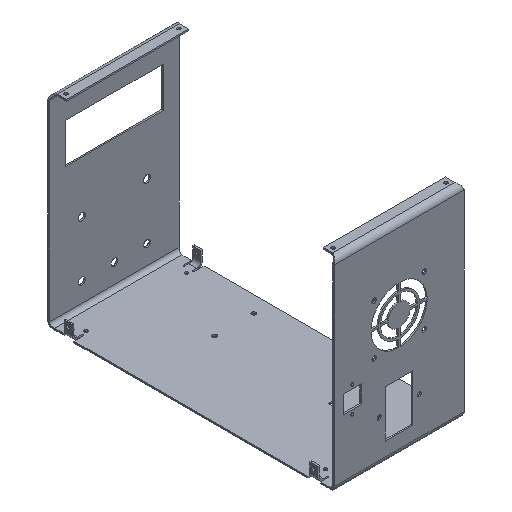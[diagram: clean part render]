
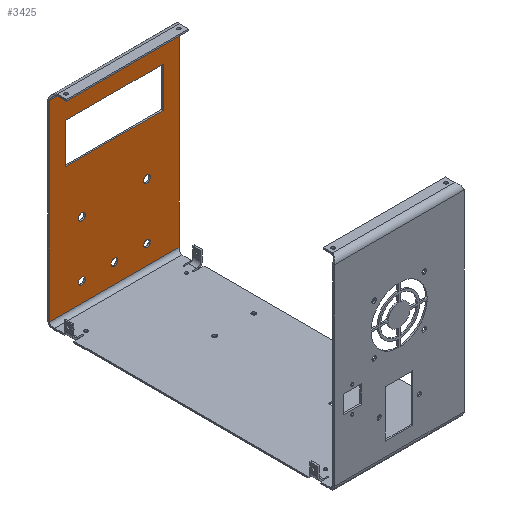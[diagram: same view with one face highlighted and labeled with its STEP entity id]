
A CAD part, isometric view. The second image highlights one B-rep face of the part: STEP entity #3425.
In plain terms, the highlighted planar face has unit normal (0, -1, 0).
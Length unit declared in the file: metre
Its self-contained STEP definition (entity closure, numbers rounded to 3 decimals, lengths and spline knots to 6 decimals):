
#118=CIRCLE('',#3691,0.0034);
#120=CIRCLE('',#3696,0.0034);
#122=CIRCLE('',#3700,0.0034);
#124=CIRCLE('',#3704,0.0034);
#126=CIRCLE('',#3708,0.0034);
#128=CIRCLE('',#3711,0.0034);
#129=CIRCLE('',#3713,0.00355);
#131=CIRCLE('',#3716,0.00355);
#833=ORIENTED_EDGE('',*,*,#1510,.F.);
#834=ORIENTED_EDGE('',*,*,#1512,.F.);
#835=ORIENTED_EDGE('',*,*,#1504,.F.);
#836=ORIENTED_EDGE('',*,*,#1507,.F.);
#837=ORIENTED_EDGE('',*,*,#1500,.F.);
#838=ORIENTED_EDGE('',*,*,#1514,.F.);
#839=ORIENTED_EDGE('',*,*,#1494,.F.);
#840=ORIENTED_EDGE('',*,*,#1497,.F.);
#841=ORIENTED_EDGE('',*,*,#1490,.F.);
#842=ORIENTED_EDGE('',*,*,#1516,.F.);
#843=ORIENTED_EDGE('',*,*,#1484,.F.);
#844=ORIENTED_EDGE('',*,*,#1487,.F.);
#845=ORIENTED_EDGE('',*,*,#1517,.F.);
#846=ORIENTED_EDGE('',*,*,#1519,.T.);
#847=ORIENTED_EDGE('',*,*,#1480,.F.);
#848=ORIENTED_EDGE('',*,*,#1522,.T.);
#849=ORIENTED_EDGE('',*,*,#1474,.T.);
#850=ORIENTED_EDGE('',*,*,#1477,.F.);
#851=ORIENTED_EDGE('',*,*,#1470,.F.);
#852=ORIENTED_EDGE('',*,*,#1523,.F.);
#853=ORIENTED_EDGE('',*,*,#1524,.F.);
#854=ORIENTED_EDGE('',*,*,#1525,.F.);
#855=ORIENTED_EDGE('',*,*,#1466,.T.);
#856=ORIENTED_EDGE('',*,*,#1526,.T.);
#857=ORIENTED_EDGE('',*,*,#1527,.T.);
#858=ORIENTED_EDGE('',*,*,#1528,.T.);
#1466=EDGE_CURVE('',#1857,#1859,#2175,.T.);
#1470=EDGE_CURVE('',#1863,#1861,#2179,.T.);
#1474=EDGE_CURVE('',#1865,#1867,#2183,.T.);
#1477=EDGE_CURVE('',#1869,#1867,#2186,.T.);
#1480=EDGE_CURVE('',#1871,#1869,#2189,.T.);
#1484=EDGE_CURVE('',#1875,#1873,#2193,.T.);
#1487=EDGE_CURVE('',#1877,#1875,#118,.T.);
#1490=EDGE_CURVE('',#1879,#1877,#2197,.T.);
#1494=EDGE_CURVE('',#1883,#1881,#2201,.T.);
#1497=EDGE_CURVE('',#1885,#1883,#120,.T.);
#1500=EDGE_CURVE('',#1887,#1885,#2205,.T.);
#1504=EDGE_CURVE('',#1891,#1889,#122,.T.);
#1507=EDGE_CURVE('',#1893,#1891,#2210,.T.);
#1510=EDGE_CURVE('',#1895,#1893,#124,.T.);
#1512=EDGE_CURVE('',#1889,#1895,#2213,.T.);
#1514=EDGE_CURVE('',#1881,#1887,#126,.T.);
#1516=EDGE_CURVE('',#1873,#1879,#128,.T.);
#1517=EDGE_CURVE('',#1896,#1896,#129,.T.);
#1519=EDGE_CURVE('',#1898,#1898,#131,.F.);
#1522=EDGE_CURVE('',#1871,#1865,#2215,.T.);
#1523=EDGE_CURVE('',#1900,#1863,#2216,.F.);
#1524=EDGE_CURVE('',#1901,#1900,#2217,.F.);
#1525=EDGE_CURVE('',#1857,#1901,#2218,.F.);
#1526=EDGE_CURVE('',#1859,#1902,#2219,.T.);
#1527=EDGE_CURVE('',#1902,#1903,#2220,.T.);
#1528=EDGE_CURVE('',#1903,#1861,#2221,.T.);
#1857=VERTEX_POINT('',#5332);
#1859=VERTEX_POINT('',#5336);
#1861=VERTEX_POINT('',#5341);
#1863=VERTEX_POINT('',#5345);
#1865=VERTEX_POINT('',#5350);
#1867=VERTEX_POINT('',#5354);
#1869=VERTEX_POINT('',#5360);
#1871=VERTEX_POINT('',#5366);
#1873=VERTEX_POINT('',#5371);
#1875=VERTEX_POINT('',#5375);
#1877=VERTEX_POINT('',#5381);
#1879=VERTEX_POINT('',#5387);
#1881=VERTEX_POINT('',#5392);
#1883=VERTEX_POINT('',#5396);
#1885=VERTEX_POINT('',#5402);
#1887=VERTEX_POINT('',#5408);
#1889=VERTEX_POINT('',#5413);
#1891=VERTEX_POINT('',#5417);
#1893=VERTEX_POINT('',#5423);
#1895=VERTEX_POINT('',#5429);
#1896=VERTEX_POINT('',#5442);
#1898=VERTEX_POINT('',#5447);
#1900=VERTEX_POINT('',#5455);
#1901=VERTEX_POINT('',#5457);
#1902=VERTEX_POINT('',#5460);
#1903=VERTEX_POINT('',#5462);
#2175=LINE('',#5337,#2501);
#2179=LINE('',#5346,#2505);
#2183=LINE('',#5355,#2509);
#2186=LINE('',#5361,#2512);
#2189=LINE('',#5367,#2515);
#2193=LINE('',#5376,#2519);
#2197=LINE('',#5388,#2523);
#2201=LINE('',#5397,#2527);
#2205=LINE('',#5409,#2531);
#2210=LINE('',#5424,#2536);
#2213=LINE('',#5433,#2539);
#2215=LINE('',#5452,#2541);
#2216=LINE('',#5454,#2542);
#2217=LINE('',#5456,#2543);
#2218=LINE('',#5458,#2544);
#2219=LINE('',#5459,#2545);
#2220=LINE('',#5461,#2546);
#2221=LINE('',#5463,#2547);
#2501=VECTOR('',#4367,1.);
#2505=VECTOR('',#4373,1.);
#2509=VECTOR('',#4379,1.);
#2512=VECTOR('',#4384,1.);
#2515=VECTOR('',#4389,1.);
#2519=VECTOR('',#4395,1.);
#2523=VECTOR('',#4407,1.);
#2527=VECTOR('',#4413,1.);
#2531=VECTOR('',#4425,1.);
#2536=VECTOR('',#4438,1.);
#2539=VECTOR('',#4449,1.);
#2541=VECTOR('',#4477,1.);
#2542=VECTOR('',#4480,1.);
#2543=VECTOR('',#4481,1.);
#2544=VECTOR('',#4482,1.);
#2545=VECTOR('',#4483,1.);
#2546=VECTOR('',#4484,1.);
#2547=VECTOR('',#4485,1.);
#2808=EDGE_LOOP('',(#833,#834,#835,#836));
#2809=EDGE_LOOP('',(#837,#838,#839,#840));
#2810=EDGE_LOOP('',(#841,#842,#843,#844));
#2811=EDGE_LOOP('',(#845));
#2812=EDGE_LOOP('',(#846));
#2813=EDGE_LOOP('',(#847,#848,#849,#850));
#2814=EDGE_LOOP('',(#851,#852,#853,#854,#855,#856,#857,#858));
#3099=FACE_BOUND('',#2808,.T.);
#3100=FACE_BOUND('',#2809,.T.);
#3101=FACE_BOUND('',#2810,.T.);
#3102=FACE_BOUND('',#2811,.T.);
#3103=FACE_BOUND('',#2812,.T.);
#3104=FACE_BOUND('',#2813,.T.);
#3105=FACE_BOUND('',#2814,.T.);
#3272=PLANE('',#3719);
#3425=ADVANCED_FACE('',(#3099,#3100,#3101,#3102,#3103,#3104,#3105),#3272,
 .T.);
#3691=AXIS2_PLACEMENT_3D('',#5382,#4401,#4402);
#3696=AXIS2_PLACEMENT_3D('',#5403,#4419,#4420);
#3700=AXIS2_PLACEMENT_3D('',#5418,#4432,#4433);
#3704=AXIS2_PLACEMENT_3D('',#5430,#4444,#4445);
#3708=AXIS2_PLACEMENT_3D('',#5436,#4454,#4455);
#3711=AXIS2_PLACEMENT_3D('',#5439,#4460,#4461);
#3713=AXIS2_PLACEMENT_3D('',#5441,#4464,#4465);
#3716=AXIS2_PLACEMENT_3D('',#5446,#4470,#4471);
#3719=AXIS2_PLACEMENT_3D('',#5453,#4478,#4479);
#4367=DIRECTION('',(0.,0.,-1.));
#4373=DIRECTION('',(0.,0.,-1.));
#4379=DIRECTION('',(1.,0.,0.));
#4384=DIRECTION('',(0.,0.,1.));
#4389=DIRECTION('',(1.,0.,0.));
#4395=DIRECTION('',(0.,0.,1.));
#4401=DIRECTION('',(0.,-1.,0.));
#4402=DIRECTION('',(0.,0.,-1.));
#4407=DIRECTION('',(0.,0.,-1.));
#4413=DIRECTION('',(0.,0.,-1.));
#4419=DIRECTION('',(0.,-1.,0.));
#4420=DIRECTION('',(0.,0.,-1.));
#4425=DIRECTION('',(0.,0.,1.));
#4432=DIRECTION('',(0.,-1.,0.));
#4433=DIRECTION('',(0.,0.,-1.));
#4438=DIRECTION('',(0.,0.,1.));
#4444=DIRECTION('',(0.,-1.,0.));
#4445=DIRECTION('',(0.,0.,-1.));
#4449=DIRECTION('',(0.,0.,-1.));
#4454=DIRECTION('',(0.,-1.,0.));
#4455=DIRECTION('',(0.,0.,-1.));
#4460=DIRECTION('',(0.,-1.,0.));
#4461=DIRECTION('',(0.,0.,-1.));
#4464=DIRECTION('',(0.,-1.,0.));
#4465=DIRECTION('',(0.,0.,-1.));
#4470=DIRECTION('',(0.,-1.,0.));
#4471=DIRECTION('',(0.,0.,-1.));
#4477=DIRECTION('',(0.,0.,1.));
#4478=DIRECTION('',(0.,-1.,0.));
#4479=DIRECTION('',(0.,0.,-1.));
#4480=DIRECTION('',(-1.,0.,0.));
#4481=DIRECTION('',(-1.,0.,0.));
#4482=DIRECTION('',(-1.,0.,0.));
#4483=DIRECTION('',(1.,0.,0.));
#4484=DIRECTION('',(1.,0.,0.));
#4485=DIRECTION('',(1.,0.,0.));
#5332=CARTESIAN_POINT('',(-0.101311,0.13162,0.0945));
#5336=CARTESIAN_POINT('',(-0.101311,0.13162,-0.0975));
#5337=CARTESIAN_POINT('',(-0.101311,0.13162,0.0985));
#5341=CARTESIAN_POINT('',(0.028689,0.13162,-0.0975));
#5345=CARTESIAN_POINT('',(0.028689,0.13162,0.0945));
#5346=CARTESIAN_POINT('',(0.028689,0.13162,0.0985));
#5350=CARTESIAN_POINT('',(-0.085061,0.13162,0.0691));
#5354=CARTESIAN_POINT('',(0.012439,0.13162,0.0691));
#5355=CARTESIAN_POINT('',(-0.036311,0.13162,0.0691));
#5360=CARTESIAN_POINT('',(0.012439,0.13162,0.0291));
#5361=CARTESIAN_POINT('',(0.012439,0.13162,0.0985));
#5366=CARTESIAN_POINT('',(-0.085061,0.13162,0.0291));
#5367=CARTESIAN_POINT('',(-0.036311,0.13162,0.0291));
#5371=CARTESIAN_POINT('',(-0.000661,0.13162,-0.07685));
#5375=CARTESIAN_POINT('',(-0.000661,0.13162,-0.079409));
#5376=CARTESIAN_POINT('',(-0.000661,0.13162,0.0985));
#5381=CARTESIAN_POINT('',(-0.006961,0.13162,-0.079409));
#5382=CARTESIAN_POINT('',(-0.003811,0.13162,-0.07813));
#5387=CARTESIAN_POINT('',(-0.006961,0.13162,-0.07685));
#5388=CARTESIAN_POINT('',(-0.006961,0.13162,0.0985));
#5392=CARTESIAN_POINT('',(-0.039461,0.13162,-0.079409));
#5396=CARTESIAN_POINT('',(-0.039461,0.13162,-0.07685));
#5397=CARTESIAN_POINT('',(-0.039461,0.13162,0.0985));
#5402=CARTESIAN_POINT('',(-0.033161,0.13162,-0.07685));
#5403=CARTESIAN_POINT('',(-0.036311,0.13162,-0.07813));
#5408=CARTESIAN_POINT('',(-0.033161,0.13162,-0.079409));
#5409=CARTESIAN_POINT('',(-0.033161,0.13162,0.0985));
#5413=CARTESIAN_POINT('',(-0.071961,0.13162,-0.07685));
#5417=CARTESIAN_POINT('',(-0.065661,0.13162,-0.07685));
#5418=CARTESIAN_POINT('',(-0.068811,0.13162,-0.07813));
#5423=CARTESIAN_POINT('',(-0.065661,0.13162,-0.079409));
#5424=CARTESIAN_POINT('',(-0.065661,0.13162,0.0985));
#5429=CARTESIAN_POINT('',(-0.071961,0.13162,-0.079409));
#5430=CARTESIAN_POINT('',(-0.068811,0.13162,-0.07813));
#5433=CARTESIAN_POINT('',(-0.071961,0.13162,0.0985));
#5436=CARTESIAN_POINT('',(-0.036311,0.13162,-0.07813));
#5439=CARTESIAN_POINT('',(-0.003811,0.13162,-0.07813));
#5441=CARTESIAN_POINT('',(-0.003811,0.13162,-0.022335));
#5442=CARTESIAN_POINT('',(-0.003811,0.13162,-0.025885));
#5446=CARTESIAN_POINT('',(-0.068811,0.13162,-0.022335));
#5447=CARTESIAN_POINT('',(-0.068811,0.13162,-0.025885));
#5452=CARTESIAN_POINT('',(-0.085061,0.13162,0.0985));
#5453=CARTESIAN_POINT('',(-0.101311,0.13162,0.0985));
#5454=CARTESIAN_POINT('',(-0.101311,0.13162,0.0945));
#5455=CARTESIAN_POINT('',(0.024689,0.13162,0.0945));
#5456=CARTESIAN_POINT('',(-0.101311,0.13162,0.0945));
#5457=CARTESIAN_POINT('',(-0.097311,0.13162,0.0945));
#5458=CARTESIAN_POINT('',(-0.101311,0.13162,0.0945));
#5459=CARTESIAN_POINT('',(-0.101311,0.13162,-0.0975));
#5460=CARTESIAN_POINT('',(-0.099811,0.13162,-0.0975));
#5461=CARTESIAN_POINT('',(-0.101311,0.13162,-0.0975));
#5462=CARTESIAN_POINT('',(0.027189,0.13162,-0.0975));
#5463=CARTESIAN_POINT('',(-0.101311,0.13162,-0.0975));
